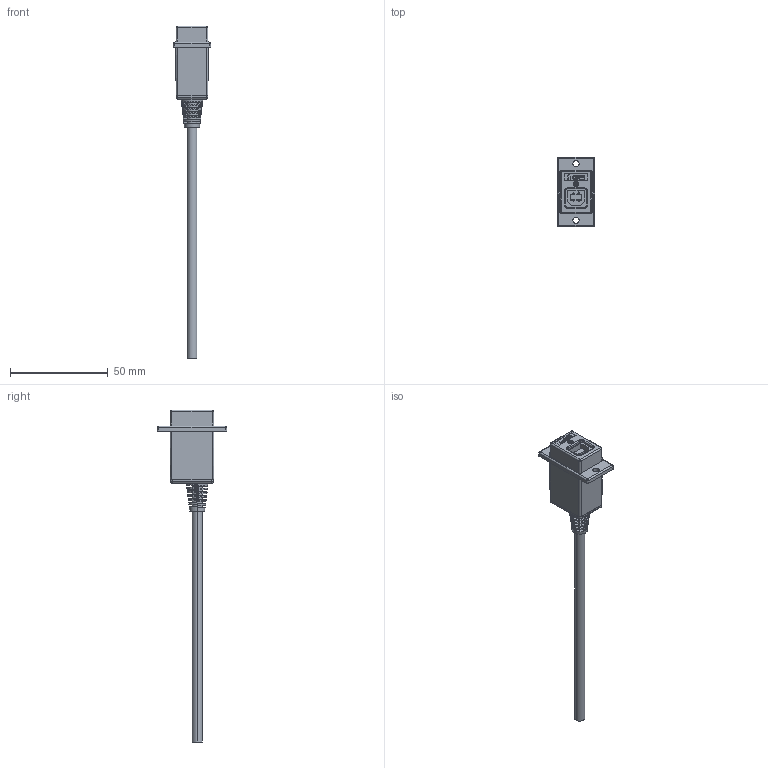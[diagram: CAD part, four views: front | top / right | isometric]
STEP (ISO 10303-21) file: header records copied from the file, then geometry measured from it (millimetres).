
FILE_DESCRIPTION (( 'STEP AP203' ), '1' );
FILE_NAME ('ECF504-B-5M.STEP', '2010-11-30T15:32:01', ( 'x' ), ( 'Microsoft' ), 'SwSTEP 2.0', 'SolidWorks 2010', '' );
FILE_SCHEMA (( 'CONFIG_CONTROL_DESIGN' ));
Products named in the file (8): 1AG01-023_TYPE B; MTN-465; 1AL08-098_SP49155 (8" OAL REP); ECF504-B-5M; 1AG01-022_TYPE A; 3AC11-016; 1BC01-027; 1AA05-033_with pin numbers
Assembly tree (7 placements, depth 3):
  ECF504-B-5M
    1AL08-098_SP49155 (8" OAL REP)
    3AC11-016
      1BC01-027
      1AA05-033_with pin numbers
    MTN-465
    1AG01-023_TYPE B
    1AG01-022_TYPE A
Bounding box: 19.05 x 35.56 x 170.03 mm (x, y, z)
Volume: 11246.2 mm3; surface area: 13487 mm2
Topology: 10 solids, 10 shells, 1528 faces, 4133 edges, 2692 vertices
Faces by surface type: plane 993, bspline 264, cylinder 207, torus 42, sphere 16, cone 6
Entity records: 65450 total; most frequent: CARTESIAN_POINT 27731, ORIENTED_EDGE 8258, DIRECTION 6548, EDGE_CURVE 4129, VECTOR 3026, LINE 3026, VERTEX_POINT 2692, AXIS2_PLACEMENT_3D 1761
